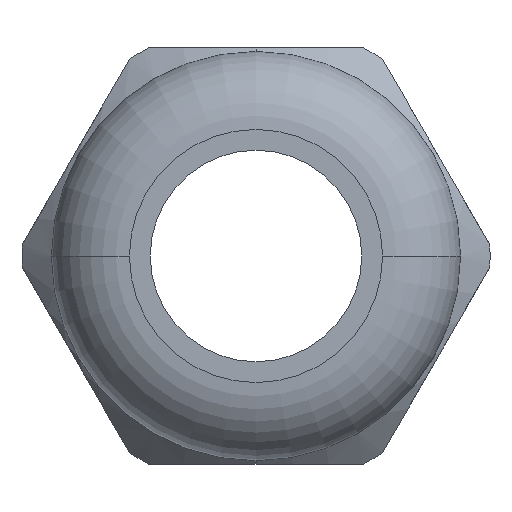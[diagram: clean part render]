
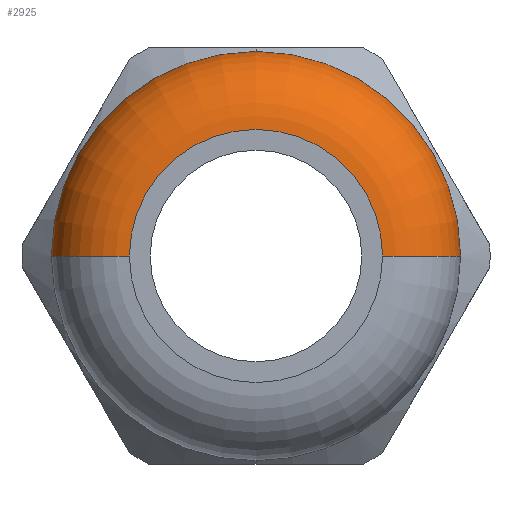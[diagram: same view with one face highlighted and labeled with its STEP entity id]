
A CAD part, left-side view. The second image highlights one B-rep face of the part: STEP entity #2925.
In plain terms, the highlighted toroidal (fillet/blend) face has major radius 7.3 mm and minor radius 4.5 mm.
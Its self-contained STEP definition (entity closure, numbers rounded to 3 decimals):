
#22 = VERTEX_POINT ( 'NONE', #56 ) ;
#56 = CARTESIAN_POINT ( 'NONE',  ( -11.8, 13.5, 0. ) ) ;
#81 = EDGE_CURVE ( 'NONE', #579, #22, #1606, .T. ) ;
#87 = ORIENTED_EDGE ( 'NONE', *, *, #1277, .F. ) ;
#141 = DIRECTION ( 'NONE',  ( 1., 0., 0. ) ) ;
#152 = ORIENTED_EDGE ( 'NONE', *, *, #81, .T. ) ;
#254 = ORIENTED_EDGE ( 'NONE', *, *, #1320, .T. ) ;
#261 = ORIENTED_EDGE ( 'NONE', *, *, #1191, .F. ) ;
#381 = DIRECTION ( 'NONE',  ( 1., 0., 0. ) ) ;
#387 = DIRECTION ( 'NONE',  ( 0., -1., 0. ) ) ;
#393 = CARTESIAN_POINT ( 'NONE',  ( 0., 18., 0. ) ) ;
#579 = VERTEX_POINT ( 'NONE', #2090 ) ;
#624 = DIRECTION ( 'NONE',  ( -1., 0., 0. ) ) ;
#630 = DIRECTION ( 'NONE',  ( 0., 0., -1. ) ) ;
#637 = CARTESIAN_POINT ( 'NONE',  ( 7.3, 13.5, 0. ) ) ;
#684 = TOROIDAL_SURFACE ( 'NONE', #1468, 7.3, 4.5 ) ;
#700 = FACE_OUTER_BOUND ( 'NONE', #3072, .T. ) ;
#1191 = EDGE_CURVE ( 'NONE', #2391, #22, #1484, .T. ) ;
#1228 = DIRECTION ( 'NONE',  ( 1., 0., 0. ) ) ;
#1245 = DIRECTION ( 'NONE',  ( 0., -1., 0. ) ) ;
#1247 = CARTESIAN_POINT ( 'NONE',  ( 0., 13.5, 0. ) ) ;
#1277 = EDGE_CURVE ( 'NONE', #3161, #2391, #1289, .T. ) ;
#1289 = CIRCLE ( 'NONE', #2051, 4.5 ) ;
#1320 = EDGE_CURVE ( 'NONE', #3161, #579, #1714, .T. ) ;
#1394 = CARTESIAN_POINT ( 'NONE',  ( 7.3, 18., 0. ) ) ;
#1468 = AXIS2_PLACEMENT_3D ( 'NONE', #2832, #2997, #2931 ) ;
#1478 = CARTESIAN_POINT ( 'NONE',  ( 11.8, 13.5, 0. ) ) ;
#1484 = CIRCLE ( 'NONE', #2098, 11.8 ) ;
#1606 = CIRCLE ( 'NONE', #1999, 4.5 ) ;
#1621 = AXIS2_PLACEMENT_3D ( 'NONE', #393, #387, #381 ) ;
#1709 = DIRECTION ( 'NONE',  ( 0., 0., 1. ) ) ;
#1714 = CIRCLE ( 'NONE', #1621, 7.3 ) ;
#1999 = AXIS2_PLACEMENT_3D ( 'NONE', #2771, #1709, #141 ) ;
#2051 = AXIS2_PLACEMENT_3D ( 'NONE', #637, #630, #624 ) ;
#2090 = CARTESIAN_POINT ( 'NONE',  ( -7.3, 18., 0. ) ) ;
#2098 = AXIS2_PLACEMENT_3D ( 'NONE', #1247, #1245, #1228 ) ;
#2391 = VERTEX_POINT ( 'NONE', #1478 ) ;
#2771 = CARTESIAN_POINT ( 'NONE',  ( -7.3, 13.5, 0. ) ) ;
#2832 = CARTESIAN_POINT ( 'NONE',  ( 0., 13.5, 0. ) ) ;
#2925 = ADVANCED_FACE ( 'NONE', ( #700 ), #684, .T. ) ;
#2931 = DIRECTION ( 'NONE',  ( 1., 0., 0. ) ) ;
#2997 = DIRECTION ( 'NONE',  ( 0., -1., 0. ) ) ;
#3072 = EDGE_LOOP ( 'NONE', ( #254, #152, #261, #87 ) ) ;
#3161 = VERTEX_POINT ( 'NONE', #1394 ) ;
